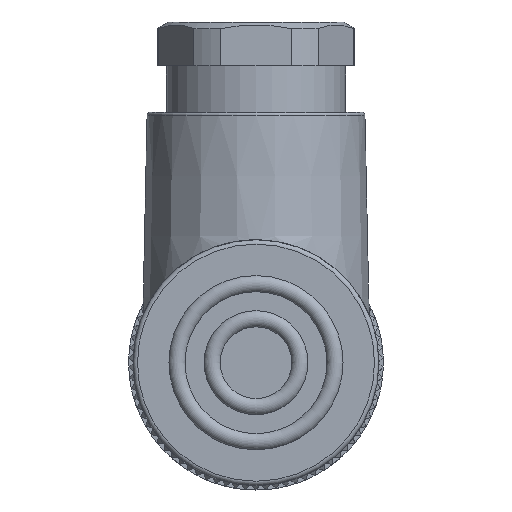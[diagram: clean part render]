
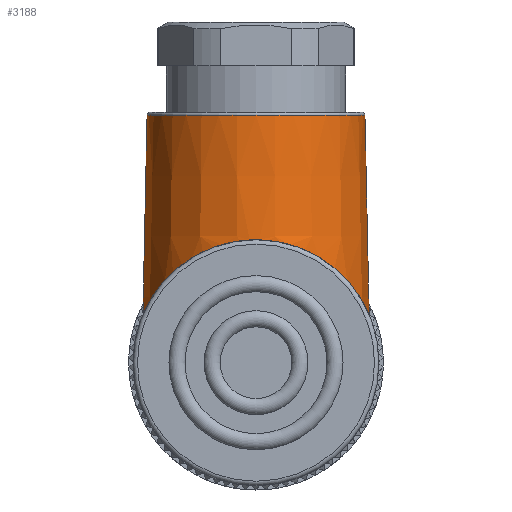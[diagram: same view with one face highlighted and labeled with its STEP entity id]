
A CAD part, left-side view. The second image highlights one B-rep face of the part: STEP entity #3188.
In plain terms, the highlighted conical face has half-angle 1.206 degrees and reference radius 13 mm.
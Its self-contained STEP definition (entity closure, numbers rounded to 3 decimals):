
#191=CONICAL_SURFACE('',#9307,13.,1.206);
#858=B_SPLINE_CURVE_WITH_KNOTS('',3,(#13573,#13574,#13575,#13576,#13577,
#13578,#13579,#13580,#13581,#13582,#13583,#13584,#13585,#13586,#13587,#13588,
#13589,#13590,#13591,#13592,#13593,#13594,#13595,#13596,#13597,#13598,#13599,
#13600,#13601,#13602,#13603,#13604,#13605,#13606,#13607,#13608,#13609,#13610,
#13611,#13612,#13613,#13614,#13615,#13616,#13617,#13618,#13619,#13620,#13621,
#13622,#13623,#13624,#13625,#13626,#13627,#13628),.UNSPECIFIED.,.F.,.F.,
(4,2,2,2,2,2,2,2,2,2,2,2,2,2,2,2,2,2,2,2,2,2,2,2,2,2,2,4),(0.,0.062,
0.125,0.141,0.148,0.152,0.156,0.164,
0.172,0.187,0.25,0.312,
0.375,0.437,0.5,0.562,
0.625,0.688,0.75,0.813,0.828,0.836,0.844,0.852,
0.859,0.875,0.938,1.),.UNSPECIFIED.);
#859=B_SPLINE_CURVE_WITH_KNOTS('',3,(#13639,#13640,#13641,#13642,#13643,
#13644,#13645,#13646,#13647,#13648,#13649,#13650,#13651,#13652,#13653,#13654),
 .UNSPECIFIED.,.F.,.F.,(4,2,2,2,2,2,2,4),(0.,0.125,0.25,0.375,0.5,0.625,
0.75,1.),.UNSPECIFIED.);
#860=B_SPLINE_CURVE_WITH_KNOTS('',3,(#13657,#13658,#13659,#13660,#13661,
#13662,#13663),.UNSPECIFIED.,.F.,.F.,(4,3,4),(0.,0.964,1.),.UNSPECIFIED.);
#861=B_SPLINE_CURVE_WITH_KNOTS('',3,(#13665,#13666,#13667,#13668,#13669,
#13670,#13671),.UNSPECIFIED.,.F.,.F.,(4,3,4),(0.,0.595,1.),.UNSPECIFIED.);
#862=B_SPLINE_CURVE_WITH_KNOTS('',3,(#13672,#13673,#13674,#13675,#13676,
#13677,#13678),.UNSPECIFIED.,.F.,.F.,(4,3,4),(0.,0.405,1.),.UNSPECIFIED.);
#863=B_SPLINE_CURVE_WITH_KNOTS('',3,(#13680,#13681,#13682,#13683,#13684,
#13685,#13686),.UNSPECIFIED.,.F.,.F.,(4,3,4),(0.,0.036,1.),
 .UNSPECIFIED.);
#3188=ADVANCED_FACE('',(#3475,#3476),#191,.T.);
#3475=FACE_BOUND('',#3817,.T.);
#3476=FACE_BOUND('',#3818,.T.);
#3817=EDGE_LOOP('',(#5364));
#3818=EDGE_LOOP('',(#5365,#5366,#5367,#5368,#5369,#5370));
#5364=ORIENTED_EDGE('',*,*,#8109,.T.);
#5365=ORIENTED_EDGE('',*,*,#8110,.F.);
#5366=ORIENTED_EDGE('',*,*,#8111,.T.);
#5367=ORIENTED_EDGE('',*,*,#8112,.F.);
#5368=ORIENTED_EDGE('',*,*,#8105,.F.);
#5369=ORIENTED_EDGE('',*,*,#8113,.F.);
#5370=ORIENTED_EDGE('',*,*,#8114,.T.);
#7031=VERTEX_POINT('',#13629);
#7032=VERTEX_POINT('',#13630);
#7035=VERTEX_POINT('',#13638);
#7036=VERTEX_POINT('',#13655);
#7037=VERTEX_POINT('',#13656);
#7038=VERTEX_POINT('',#13664);
#7039=VERTEX_POINT('',#13679);
#8105=EDGE_CURVE('',#7031,#7032,#858,.T.);
#8109=EDGE_CURVE('',#7035,#7035,#8852,.T.);
#8110=EDGE_CURVE('',#7036,#7037,#859,.T.);
#8111=EDGE_CURVE('',#7036,#7038,#860,.T.);
#8112=EDGE_CURVE('',#7032,#7038,#861,.T.);
#8113=EDGE_CURVE('',#7039,#7031,#862,.T.);
#8114=EDGE_CURVE('',#7039,#7037,#863,.T.);
#8852=CIRCLE('',#9306,12.406);
#9306=AXIS2_PLACEMENT_3D('',#13637,#10736,#10737);
#9307=AXIS2_PLACEMENT_3D('',#13687,#10738,#10739);
#10736=DIRECTION('',(0.,0.,-1.));
#10737=DIRECTION('',(0.,-1.,0.));
#10738=DIRECTION('',(0.,0.,-1.));
#10739=DIRECTION('',(0.,-1.,0.));
#13573=CARTESIAN_POINT('',(-43.823,10.4,7.8));
#13574=CARTESIAN_POINT('',(-42.906,11.087,6.884));
#13575=CARTESIAN_POINT('',(-41.92,11.634,5.899));
#13576=CARTESIAN_POINT('',(-39.925,12.445,3.908));
#13577=CARTESIAN_POINT('',(-38.909,12.717,2.89));
#13578=CARTESIAN_POINT('',(-37.605,12.903,1.605));
#13579=CARTESIAN_POINT('',(-37.342,12.932,1.347));
#13580=CARTESIAN_POINT('',(-36.939,12.965,0.967));
#13581=CARTESIAN_POINT('',(-36.804,12.973,0.84));
#13582=CARTESIAN_POINT('',(-36.586,12.983,0.667));
#13583=CARTESIAN_POINT('',(-36.511,12.986,0.61));
#13584=CARTESIAN_POINT('',(-36.341,12.989,0.539));
#13585=CARTESIAN_POINT('',(-36.241,12.989,0.543));
#13586=CARTESIAN_POINT('',(-35.989,12.983,0.66));
#13587=CARTESIAN_POINT('',(-35.856,12.976,0.792));
#13588=CARTESIAN_POINT('',(-35.584,12.959,1.038));
#13589=CARTESIAN_POINT('',(-35.451,12.948,1.165));
#13590=CARTESIAN_POINT('',(-35.055,12.91,1.546));
#13591=CARTESIAN_POINT('',(-34.794,12.877,1.803));
#13592=CARTESIAN_POINT('',(-33.498,12.671,3.084));
#13593=CARTESIAN_POINT('',(-32.478,12.382,4.104));
#13594=CARTESIAN_POINT('',(-30.491,11.537,6.088));
#13595=CARTESIAN_POINT('',(-29.54,10.989,7.038));
#13596=CARTESIAN_POINT('',(-27.735,9.599,8.84));
#13597=CARTESIAN_POINT('',(-26.872,8.742,9.704));
#13598=CARTESIAN_POINT('',(-25.377,6.723,11.197));
#13599=CARTESIAN_POINT('',(-24.729,5.534,11.845));
#13600=CARTESIAN_POINT('',(-23.826,2.904,12.748));
#13601=CARTESIAN_POINT('',(-23.571,1.442,13.003));
#13602=CARTESIAN_POINT('',(-23.576,-1.49,12.997));
#13603=CARTESIAN_POINT('',(-23.838,-2.958,12.736));
#13604=CARTESIAN_POINT('',(-24.76,-5.602,11.814));
#13605=CARTESIAN_POINT('',(-25.413,-6.782,11.162));
#13606=CARTESIAN_POINT('',(-26.914,-8.788,9.661));
#13607=CARTESIAN_POINT('',(-27.775,-9.637,8.801));
#13608=CARTESIAN_POINT('',(-29.598,-11.027,6.98));
#13609=CARTESIAN_POINT('',(-30.553,-11.569,6.026));
#13610=CARTESIAN_POINT('',(-32.536,-12.401,4.046));
#13611=CARTESIAN_POINT('',(-33.564,-12.688,3.017));
#13612=CARTESIAN_POINT('',(-34.866,-12.887,1.733));
#13613=CARTESIAN_POINT('',(-35.127,-12.919,1.475));
#13614=CARTESIAN_POINT('',(-35.525,-12.954,1.094));
#13615=CARTESIAN_POINT('',(-35.658,-12.964,0.968));
#13616=CARTESIAN_POINT('',(-35.934,-12.98,0.725));
#13617=CARTESIAN_POINT('',(-36.074,-12.987,0.579));
#13618=CARTESIAN_POINT('',(-36.438,-12.99,0.522));
#13619=CARTESIAN_POINT('',(-36.597,-12.983,0.67));
#13620=CARTESIAN_POINT('',(-36.876,-12.969,0.907));
#13621=CARTESIAN_POINT('',(-37.009,-12.96,1.033));
#13622=CARTESIAN_POINT('',(-37.407,-12.926,1.411));
#13623=CARTESIAN_POINT('',(-37.668,-12.895,1.667));
#13624=CARTESIAN_POINT('',(-38.964,-12.704,2.945));
#13625=CARTESIAN_POINT('',(-39.988,-12.425,3.971));
#13626=CARTESIAN_POINT('',(-41.965,-11.611,5.944));
#13627=CARTESIAN_POINT('',(-42.916,-11.08,6.894));
#13628=CARTESIAN_POINT('',(-43.823,-10.4,7.8));
#13629=CARTESIAN_POINT('',(-43.823,10.4,7.8));
#13630=CARTESIAN_POINT('',(-43.823,-10.4,7.8));
#13637=CARTESIAN_POINT('',(-36.3,0.,28.206));
#13638=CARTESIAN_POINT('',(-36.3,-12.406,28.206));
#13639=CARTESIAN_POINT('',(-43.8,-10.375,9.4));
#13640=CARTESIAN_POINT('',(-44.534,-9.829,10.003));
#13641=CARTESIAN_POINT('',(-45.21,-9.207,10.585));
#13642=CARTESIAN_POINT('',(-46.45,-7.78,11.674));
#13643=CARTESIAN_POINT('',(-47.01,-6.978,12.177));
#13644=CARTESIAN_POINT('',(-47.95,-5.217,13.028));
#13645=CARTESIAN_POINT('',(-48.338,-4.237,13.385));
#13646=CARTESIAN_POINT('',(-48.861,-2.198,13.866));
#13647=CARTESIAN_POINT('',(-49.004,-1.105,13.999));
#13648=CARTESIAN_POINT('',(-49.007,1.071,14.001));
#13649=CARTESIAN_POINT('',(-48.868,2.159,13.873));
#13650=CARTESIAN_POINT('',(-48.344,4.223,13.39));
#13651=CARTESIAN_POINT('',(-47.96,5.195,13.038));
#13652=CARTESIAN_POINT('',(-46.542,7.859,11.753));
#13653=CARTESIAN_POINT('',(-45.27,9.281,10.607));
#13654=CARTESIAN_POINT('',(-43.8,10.375,9.4));
#13655=CARTESIAN_POINT('',(-43.8,-10.375,9.4));
#13656=CARTESIAN_POINT('',(-43.8,10.375,9.4));
#13657=CARTESIAN_POINT('',(-43.8,-10.375,9.4));
#13658=CARTESIAN_POINT('',(-43.8,-10.383,9.092));
#13659=CARTESIAN_POINT('',(-43.8,-10.391,8.785));
#13660=CARTESIAN_POINT('',(-43.8,-10.399,8.478));
#13661=CARTESIAN_POINT('',(-43.8,-10.399,8.466));
#13662=CARTESIAN_POINT('',(-43.8,-10.4,8.455));
#13663=CARTESIAN_POINT('',(-43.8,-10.4,8.443));
#13664=CARTESIAN_POINT('',(-43.8,-10.4,8.443));
#13665=CARTESIAN_POINT('',(-43.823,-10.4,7.8));
#13666=CARTESIAN_POINT('',(-43.819,-10.4,7.927));
#13667=CARTESIAN_POINT('',(-43.814,-10.4,8.055));
#13668=CARTESIAN_POINT('',(-43.809,-10.4,8.182));
#13669=CARTESIAN_POINT('',(-43.806,-10.4,8.269));
#13670=CARTESIAN_POINT('',(-43.803,-10.4,8.356));
#13671=CARTESIAN_POINT('',(-43.8,-10.4,8.443));
#13672=CARTESIAN_POINT('',(-43.8,10.4,8.443));
#13673=CARTESIAN_POINT('',(-43.803,10.4,8.356));
#13674=CARTESIAN_POINT('',(-43.806,10.4,8.269));
#13675=CARTESIAN_POINT('',(-43.809,10.4,8.182));
#13676=CARTESIAN_POINT('',(-43.814,10.4,8.055));
#13677=CARTESIAN_POINT('',(-43.819,10.4,7.927));
#13678=CARTESIAN_POINT('',(-43.823,10.4,7.8));
#13679=CARTESIAN_POINT('',(-43.8,10.4,8.443));
#13680=CARTESIAN_POINT('',(-43.8,10.4,8.443));
#13681=CARTESIAN_POINT('',(-43.8,10.4,8.455));
#13682=CARTESIAN_POINT('',(-43.8,10.399,8.466));
#13683=CARTESIAN_POINT('',(-43.8,10.399,8.478));
#13684=CARTESIAN_POINT('',(-43.8,10.391,8.785));
#13685=CARTESIAN_POINT('',(-43.8,10.383,9.092));
#13686=CARTESIAN_POINT('',(-43.8,10.375,9.4));
#13687=CARTESIAN_POINT('',(-36.3,0.,0.));
